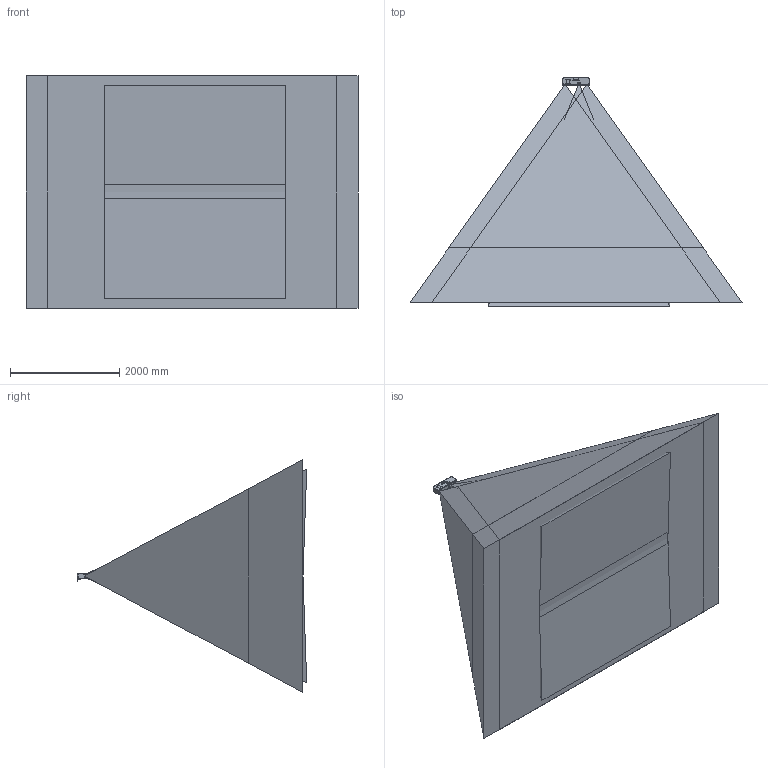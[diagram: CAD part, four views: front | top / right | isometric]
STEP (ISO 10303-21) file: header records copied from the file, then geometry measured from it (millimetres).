
FILE_DESCRIPTION (( 'STEP AP203' ), '1' );
FILE_NAME ('Deep V3眈儂-弝部耀倰.STEP', '2021-09-28T02:31:48', ( '' ), ( '' ), 'SwSTEP 2.0', 'SolidWorks 2017', '' );
FILE_SCHEMA (( 'CONFIG_CONTROL_DESIGN' ));
Products named in the file (1): Deep V3眈儂-弝部耀倰
Bounding box: 6088 x 4207.21 x 4264 mm (x, y, z)
Volume: 93733254880.5 mm3; surface area: 234031242.5 mm2
Topology: 59 solids, 72 shells, 3910 faces, 10183 edges, 6756 vertices
Faces by surface type: plane 2299, bspline 960, cylinder 499, cone 136, torus 16
Full cylindrical faces by diameter (mm): 0.6 x8, 0.75 x8, 0.9 x12, 0.95 x4, 1 x24, 1.2 x20, 1.3 x8, 1.35 x8, 1.5 x12, 1.65 x4, 2.5 x24, 3 x4, 3.1 x4, 3.4 x14, 3.6 x6, 4.2 x8, 5 x1, 5.5 x8, 6 x9, 6.5 x4, 7 x6, 7.1 x6, 7.9 x4, 9 x2, 10 x8, 12 x2, 12.4 x2, 13.38 x2, 21 x2, 58 x2
Entity records: 170551 total; most frequent: CARTESIAN_POINT 82862, ORIENTED_EDGE 19358, DIRECTION 14598, EDGE_CURVE 9679, VERTEX_POINT 6613, LINE 6384, VECTOR 6384, EDGE_LOOP 4750
